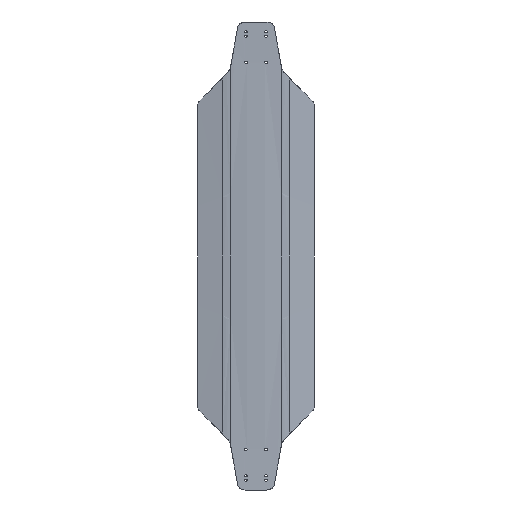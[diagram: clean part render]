
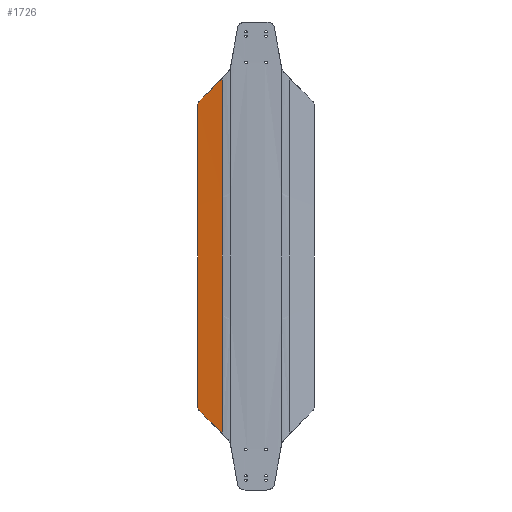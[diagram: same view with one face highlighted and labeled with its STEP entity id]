
A CAD part, front view. The second image highlights one B-rep face of the part: STEP entity #1726.
In plain terms, the highlighted conical face has half-angle 9.594 degrees and reference radius 30005 mm.
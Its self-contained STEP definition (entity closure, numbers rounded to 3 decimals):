
#370=FACE_OUTER_BOUND('',#470,.T.);
#470=EDGE_LOOP('',(#1208,#1209,#1210,#1211,#1212,#1213));
#598=B_SPLINE_CURVE_WITH_KNOTS('',3,(#2549,#2550,#2551,#2552,#2553,#2554,
#2555,#2556,#2557,#2558,#2559,#2560),.UNSPECIFIED.,.F.,.F.,(4,2,2,2,2,4),
(7.28,7.283,7.585,7.887,8.19,
8.489),.UNSPECIFIED.);
#599=B_SPLINE_CURVE_WITH_KNOTS('',3,(#2563,#2564,#2565,#2566,#2567,#2568,
#2569,#2570,#2571,#2572,#2573,#2574),.UNSPECIFIED.,.F.,.F.,(4,2,2,2,2,4),
(1.223,1.522,1.825,2.127,2.429,
2.432),.UNSPECIFIED.);
#681=ELLIPSE('',#1863,43766.618,30502.359);
#682=ELLIPSE('',#1866,43766.618,30502.359);
#697=CIRCLE('',#1865,30001.399);
#698=CIRCLE('',#1867,30010.);
#754=VERTEX_POINT('',#2527);
#755=VERTEX_POINT('',#2534);
#756=VERTEX_POINT('',#2544);
#757=VERTEX_POINT('',#2546);
#758=VERTEX_POINT('',#2548);
#759=VERTEX_POINT('',#2561);
#939=EDGE_CURVE('',#755,#754,#681,.T.);
#942=EDGE_CURVE('',#756,#754,#697,.T.);
#943=EDGE_CURVE('',#756,#757,#682,.T.);
#944=EDGE_CURVE('',#758,#757,#598,.T.);
#945=EDGE_CURVE('',#759,#758,#698,.T.);
#946=EDGE_CURVE('',#755,#759,#599,.T.);
#1208=ORIENTED_EDGE('',*,*,#942,.F.);
#1209=ORIENTED_EDGE('',*,*,#943,.T.);
#1210=ORIENTED_EDGE('',*,*,#944,.F.);
#1211=ORIENTED_EDGE('',*,*,#945,.F.);
#1212=ORIENTED_EDGE('',*,*,#946,.F.);
#1213=ORIENTED_EDGE('',*,*,#939,.T.);
#1720=CONICAL_SURFACE('',#1864,30005.,0.167);
#1726=ADVANCED_FACE('',(#370),#1720,.F.);
#1863=AXIS2_PLACEMENT_3D('',#2535,#2038,#2039);
#1864=AXIS2_PLACEMENT_3D('',#2543,#2041,#2042);
#1865=AXIS2_PLACEMENT_3D('',#2545,#2043,#2044);
#1866=AXIS2_PLACEMENT_3D('',#2547,#2045,#2046);
#1867=AXIS2_PLACEMENT_3D('',#2562,#2047,#2048);
#2038=DIRECTION('center_axis',(-0.707,0.,-0.707));
#2039=DIRECTION('ref_axis',(0.707,0.,-0.707));
#2041=DIRECTION('center_axis',(-1.,0.,0.));
#2042=DIRECTION('ref_axis',(0.,1.,0.));
#2043=DIRECTION('center_axis',(-1.,0.,0.));
#2044=DIRECTION('ref_axis',(0.,1.,-0.006));
#2045=DIRECTION('center_axis',(-0.707,0.,0.707));
#2046=DIRECTION('ref_axis',(0.707,0.,0.707));
#2047=DIRECTION('center_axis',(1.,0.,0.));
#2048=DIRECTION('ref_axis',(0.,0.,-1.));
#2527=CARTESIAN_POINT('',(-69.114,-0.848,-367.119));
#2534=CARTESIAN_POINT('',(-115.314,7.492,-320.919));
#2535=CARTESIAN_POINT('Origin',(-5667.344,-30000.,5231.111));
#2543=CARTESIAN_POINT('Origin',(-90.42,-30000.,0.));
#2544=CARTESIAN_POINT('',(-69.114,-0.848,367.119));
#2545=CARTESIAN_POINT('Origin',(-69.114,-30000.,0.));
#2546=CARTESIAN_POINT('',(-115.314,7.492,320.919));
#2547=CARTESIAN_POINT('Origin',(-5667.344,-30000.,-5231.111));
#2548=CARTESIAN_POINT('',(-120.,8.403,309.605));
#2549=CARTESIAN_POINT('Ctrl Pts',(-120.,8.403,309.605));
#2550=CARTESIAN_POINT('Ctrl Pts',(-120.,8.403,309.615));
#2551=CARTESIAN_POINT('Ctrl Pts',(-120.,8.403,309.624));
#2552=CARTESIAN_POINT('Ctrl Pts',(-119.998,8.392,310.641));
#2553=CARTESIAN_POINT('Ctrl Pts',(-119.9,8.364,311.683));
#2554=CARTESIAN_POINT('Ctrl Pts',(-119.489,8.273,313.752));
#2555=CARTESIAN_POINT('Ctrl Pts',(-119.177,8.21,314.781));
#2556=CARTESIAN_POINT('Ctrl Pts',(-118.356,8.05,316.75));
#2557=CARTESIAN_POINT('Ctrl Pts',(-117.845,7.954,317.693));
#2558=CARTESIAN_POINT('Ctrl Pts',(-116.674,7.738,319.426));
#2559=CARTESIAN_POINT('Ctrl Pts',(-116.015,7.618,320.218));
#2560=CARTESIAN_POINT('Ctrl Pts',(-115.314,7.492,320.919));
#2561=CARTESIAN_POINT('',(-120.,8.403,-309.605));
#2562=CARTESIAN_POINT('Origin',(-120.,-30000.,0.));
#2563=CARTESIAN_POINT('Ctrl Pts',(-115.314,7.492,-320.919));
#2564=CARTESIAN_POINT('Ctrl Pts',(-116.015,7.618,-320.218));
#2565=CARTESIAN_POINT('Ctrl Pts',(-116.674,7.738,-319.426));
#2566=CARTESIAN_POINT('Ctrl Pts',(-117.845,7.954,-317.693));
#2567=CARTESIAN_POINT('Ctrl Pts',(-118.356,8.05,-316.75));
#2568=CARTESIAN_POINT('Ctrl Pts',(-119.177,8.21,-314.781));
#2569=CARTESIAN_POINT('Ctrl Pts',(-119.489,8.273,-313.752));
#2570=CARTESIAN_POINT('Ctrl Pts',(-119.9,8.364,-311.683));
#2571=CARTESIAN_POINT('Ctrl Pts',(-119.998,8.392,-310.641));
#2572=CARTESIAN_POINT('Ctrl Pts',(-120.,8.403,-309.624));
#2573=CARTESIAN_POINT('Ctrl Pts',(-120.,8.403,-309.615));
#2574=CARTESIAN_POINT('Ctrl Pts',(-120.,8.403,-309.605));
